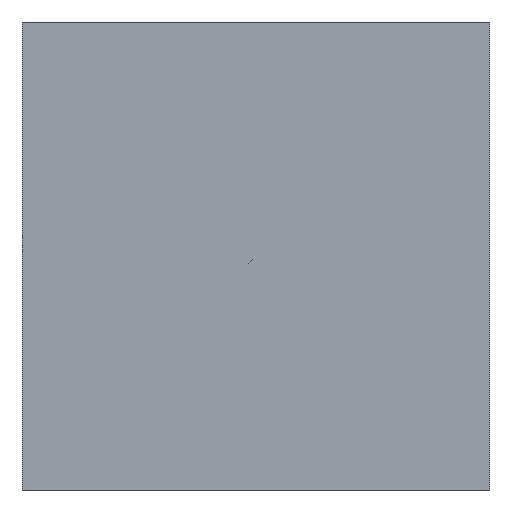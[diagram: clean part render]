
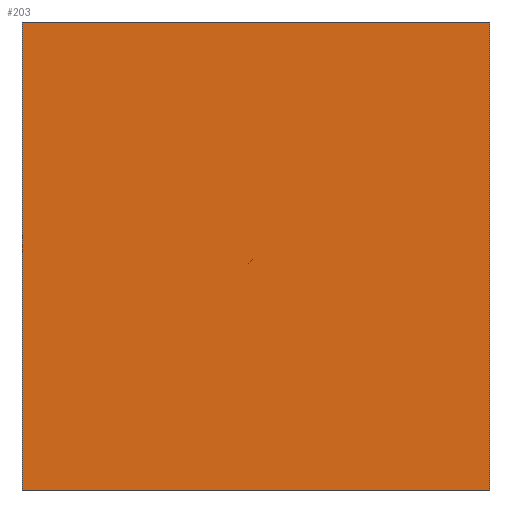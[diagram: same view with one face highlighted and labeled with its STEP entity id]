
A CAD part, front view. The second image highlights one B-rep face of the part: STEP entity #203.
In plain terms, the highlighted planar face has unit normal (0, -1, 0).
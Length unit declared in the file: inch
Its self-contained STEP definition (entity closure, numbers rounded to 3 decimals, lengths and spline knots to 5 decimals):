
#22=PLANE('',#240);
#29=FACE_OUTER_BOUND('',#42,.T.);
#42=EDGE_LOOP('',(#161,#162,#163,#164));
#57=LINE('',#329,#73);
#63=LINE('',#341,#79);
#64=LINE('',#345,#80);
#66=LINE('',#352,#82);
#73=VECTOR('',#267,0.8);
#79=VECTOR('',#275,0.8);
#80=VECTOR('',#280,0.8);
#82=VECTOR('',#288,0.8);
#97=VERTEX_POINT('',#325);
#99=VERTEX_POINT('',#328);
#101=VERTEX_POINT('',#334);
#104=VERTEX_POINT('',#339);
#117=EDGE_CURVE('',#97,#99,#57,.T.);
#123=EDGE_CURVE('',#101,#104,#63,.T.);
#125=EDGE_CURVE('',#97,#101,#64,.T.);
#129=EDGE_CURVE('',#99,#104,#66,.T.);
#161=ORIENTED_EDGE('',*,*,#123,.T.);
#162=ORIENTED_EDGE('',*,*,#129,.F.);
#163=ORIENTED_EDGE('',*,*,#117,.F.);
#164=ORIENTED_EDGE('',*,*,#125,.T.);
#203=ADVANCED_FACE('',(#29),#22,.F.);
#240=AXIS2_PLACEMENT_3D('',#351,#286,#287);
#267=DIRECTION('',(1.,0.,0.));
#275=DIRECTION('',(1.,0.,0.));
#280=DIRECTION('',(0.,0.,-1.));
#286=DIRECTION('center_axis',(0.,1.,0.));
#287=DIRECTION('ref_axis',(0.,0.,1.));
#288=DIRECTION('',(0.,0.,-1.));
#325=CARTESIAN_POINT('',(-1.06844,-0.06397,0.8));
#328=CARTESIAN_POINT('',(-0.26844,-0.06397,0.8));
#329=CARTESIAN_POINT('',(-1.06844,-0.06397,0.8));
#334=CARTESIAN_POINT('',(-1.06844,-0.06397,0.));
#339=CARTESIAN_POINT('',(-0.26844,-0.06397,0.));
#341=CARTESIAN_POINT('',(-1.06844,-0.06397,0.));
#345=CARTESIAN_POINT('',(-1.06844,-0.06397,0.8));
#351=CARTESIAN_POINT('Origin',(-1.06844,-0.06397,0.8));
#352=CARTESIAN_POINT('',(-0.26844,-0.06397,0.8));
